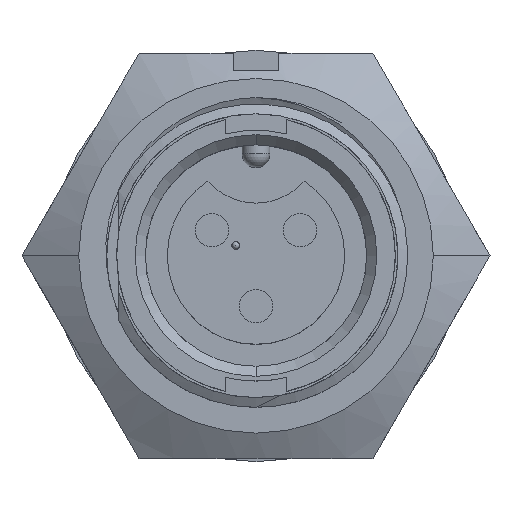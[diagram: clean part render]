
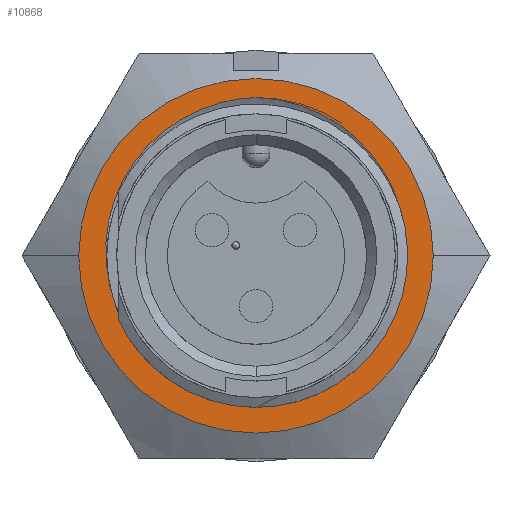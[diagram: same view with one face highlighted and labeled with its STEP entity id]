
A CAD part, top view. The second image highlights one B-rep face of the part: STEP entity #10868.
In plain terms, the highlighted planar face has unit normal (0, 0, 1).
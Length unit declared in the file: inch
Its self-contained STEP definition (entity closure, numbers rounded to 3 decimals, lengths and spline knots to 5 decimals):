
#81 = DIRECTION ( 'NONE',  ( 0., 0., -1. ) ) ;
#94 = DIRECTION ( 'NONE',  ( -1., 0., 0. ) ) ;
#101 = CARTESIAN_POINT ( 'NONE',  ( 0., 0., -0.319 ) ) ;
#1132 = EDGE_CURVE ( 'NONE', #5424, #5593, #12896, .T. ) ;
#1145 = EDGE_CURVE ( 'NONE', #5909, #5516, #13081, .T. ) ;
#1166 = EDGE_CURVE ( 'NONE', #5612, #5516, #14109, .T. ) ;
#1192 = EDGE_CURVE ( 'NONE', #5909, #5612, #14100, .T. ) ;
#1230 = EDGE_CURVE ( 'NONE', #5593, #5424, #13055, .T. ) ;
#2106 = CARTESIAN_POINT ( 'NONE',  ( -0.2966, -0.00224, -0.319 ) ) ;
#2263 = CARTESIAN_POINT ( 'NONE',  ( 0., 0.3125, -0.319 ) ) ;
#2264 = CARTESIAN_POINT ( 'NONE',  ( 0.02246, 0.31119, -0.319 ) ) ;
#2265 = CARTESIAN_POINT ( 'NONE',  ( 0.01126, 0.31215, -0.319 ) ) ;
#2270 = CARTESIAN_POINT ( 'NONE',  ( 0.1092, 0.28976, -0.319 ) ) ;
#2271 = CARTESIAN_POINT ( 'NONE',  ( 0.14943, 0.26947, -0.319 ) ) ;
#2272 = CARTESIAN_POINT ( 'NONE',  ( 0.04473, 0.30804, -0.319 ) ) ;
#2273 = CARTESIAN_POINT ( 'NONE',  ( 0.08828, 0.29757, -0.319 ) ) ;
#2274 = CARTESIAN_POINT ( 'NONE',  ( 0.0558, 0.30585, -0.319 ) ) ;
#2275 = CARTESIAN_POINT ( 'NONE',  ( 0.16807, 0.25734, -0.319 ) ) ;
#2276 = CARTESIAN_POINT ( 'NONE',  ( 0.21849, 0.2131, -0.319 ) ) ;
#2277 = CARTESIAN_POINT ( 'NONE',  ( 0.20255, 0.22923, -0.319 ) ) ;
#2278 = CARTESIAN_POINT ( 'NONE',  ( 0.24626, 0.1778, -0.319 ) ) ;
#2279 = CARTESIAN_POINT ( 'NONE',  ( 0.27742, 0.11786, -0.319 ) ) ;
#2280 = CARTESIAN_POINT ( 'NONE',  ( 0.25816, 0.15857, -0.319 ) ) ;
#2281 = CARTESIAN_POINT ( 'NONE',  ( 0.28463, 0.09675, -0.319 ) ) ;
#2282 = CARTESIAN_POINT ( 'NONE',  ( 0.29673, 0.03074, -0.319 ) ) ;
#2283 = CARTESIAN_POINT ( 'NONE',  ( 0.2943, 0.05334, -0.319 ) ) ;
#2284 = CARTESIAN_POINT ( 'NONE',  ( 0.29654, -0.01383, -0.319 ) ) ;
#2285 = CARTESIAN_POINT ( 'NONE',  ( 0.28876, -0.05788, -0.319 ) ) ;
#2286 = CARTESIAN_POINT ( 'NONE',  ( 0.29395, -0.03594, -0.319 ) ) ;
#2599 = CARTESIAN_POINT ( 'NONE',  ( 0., 0.3125, -0.319 ) ) ;
#2603 = CARTESIAN_POINT ( 'NONE',  ( -0.02252, 0.3118, -0.319 ) ) ;
#2605 = CARTESIAN_POINT ( 'NONE',  ( -0.0885, 0.29751, -0.319 ) ) ;
#2607 = CARTESIAN_POINT ( 'NONE',  ( -0.04496, 0.30862, -0.319 ) ) ;
#2609 = CARTESIAN_POINT ( 'NONE',  ( -0.10971, 0.28953, -0.319 ) ) ;
#2611 = CARTESIAN_POINT ( 'NONE',  ( -0.16811, 0.25734, -0.319 ) ) ;
#2613 = CARTESIAN_POINT ( 'NONE',  ( -0.14941, 0.26946, -0.319 ) ) ;
#2615 = CARTESIAN_POINT ( 'NONE',  ( -0.20298, 0.22885, -0.319 ) ) ;
#2618 = CARTESIAN_POINT ( 'NONE',  ( -0.24611, 0.178, -0.319 ) ) ;
#2619 = CARTESIAN_POINT ( 'NONE',  ( -0.21858, 0.21298, -0.319 ) ) ;
#2622 = CARTESIAN_POINT ( 'NONE',  ( -0.25809, 0.15867, -0.319 ) ) ;
#2624 = CARTESIAN_POINT ( 'NONE',  ( -0.28445, 0.09743, -0.319 ) ) ;
#2627 = CARTESIAN_POINT ( 'NONE',  ( -0.27717, 0.11846, -0.319 ) ) ;
#2630 = CARTESIAN_POINT ( 'NONE',  ( -0.2943, 0.05346, -0.319 ) ) ;
#2633 = CARTESIAN_POINT ( 'NONE',  ( -0.29331, -0.03584, -0.319 ) ) ;
#2634 = CARTESIAN_POINT ( 'NONE',  ( -0.29594, -0.01351, -0.319 ) ) ;
#2637 = CARTESIAN_POINT ( 'NONE',  ( -0.29136, -0.04691, -0.319 ) ) ;
#2640 = CARTESIAN_POINT ( 'NONE',  ( -0.2967, 0.03127, -0.319 ) ) ;
#2654 = CARTESIAN_POINT ( 'NONE',  ( -0.28876, -0.05788, -0.319 ) ) ;
#3117 = ORIENTED_EDGE ( 'NONE', *, *, #1166, .T. ) ;
#3123 = ORIENTED_EDGE ( 'NONE', *, *, #1132, .F. ) ;
#3140 = ORIENTED_EDGE ( 'NONE', *, *, #1230, .F. ) ;
#3143 = ORIENTED_EDGE ( 'NONE', *, *, #1192, .T. ) ;
#3178 = ORIENTED_EDGE ( 'NONE', *, *, #1145, .F. ) ;
#3295 = DIRECTION ( 'NONE',  ( 1., 0., 0. ) ) ;
#3363 = DIRECTION ( 'NONE',  ( 0., 0., 1. ) ) ;
#3375 = CARTESIAN_POINT ( 'NONE',  ( 0., 0., -0.319 ) ) ;
#4302 = AXIS2_PLACEMENT_3D ( 'NONE', #13590, #13591, #13593 ) ;
#4309 = AXIS2_PLACEMENT_3D ( 'NONE', #3375, #3363, #3295 ) ;
#4430 = AXIS2_PLACEMENT_3D ( 'NONE', #101, #81, #94 ) ;
#5306 = EDGE_LOOP ( 'NONE', ( #3143, #3117, #3178 ) ) ;
#5316 = EDGE_LOOP ( 'NONE', ( #3123, #3140 ) ) ;
#5424 = VERTEX_POINT ( 'NONE', #10469 ) ;
#5516 = VERTEX_POINT ( 'NONE', #10943 ) ;
#5593 = VERTEX_POINT ( 'NONE', #10977 ) ;
#5612 = VERTEX_POINT ( 'NONE', #10987 ) ;
#5909 = VERTEX_POINT ( 'NONE', #11143 ) ;
#6138 = FACE_BOUND ( 'NONE', #5306, .T. ) ;
#6247 = AXIS2_PLACEMENT_3D ( 'NONE', #11770, #11771, #11772 ) ;
#6523 = FACE_OUTER_BOUND ( 'NONE', #5316, .T. ) ;
#10469 = CARTESIAN_POINT ( 'NONE',  ( -0.35, 0., -0.319 ) ) ;
#10868 = ADVANCED_FACE ( 'NONE', ( #6138, #6523 ), #11769, .F. ) ;
#10943 = CARTESIAN_POINT ( 'NONE',  ( 0.28876, -0.05788, -0.319 ) ) ;
#10977 = CARTESIAN_POINT ( 'NONE',  ( 0.35, 0., -0.319 ) ) ;
#10987 = CARTESIAN_POINT ( 'NONE',  ( 0., 0.3125, -0.319 ) ) ;
#11143 = CARTESIAN_POINT ( 'NONE',  ( -0.28876, -0.05788, -0.319 ) ) ;
#11769 = PLANE ( 'NONE',  #6247 ) ;
#11770 = CARTESIAN_POINT ( 'NONE',  ( -0.23094, -0.4, -0.319 ) ) ;
#11771 = DIRECTION ( 'NONE',  ( 0., 0., -1. ) ) ;
#11772 = DIRECTION ( 'NONE',  ( -1., 0., 0. ) ) ;
#12896 = CIRCLE ( 'NONE', #4302, 0.35 ) ;
#13055 = CIRCLE ( 'NONE', #4430, 0.35 ) ;
#13081 = CIRCLE ( 'NONE', #4309, 0.2945 ) ;
#13590 = CARTESIAN_POINT ( 'NONE',  ( 0., 0., -0.319 ) ) ;
#13591 = DIRECTION ( 'NONE',  ( 0., 0., -1. ) ) ;
#13593 = DIRECTION ( 'NONE',  ( -1., 0., 0. ) ) ;
#14100 = B_SPLINE_CURVE_WITH_KNOTS ( 'NONE', 3,
 ( #2654, #2637, #2633, #2634, #2106, #2640, #2630, #2624, #2627, #2622, #2618, #2619, #2615, #2611, #2613, #2609, #2605, #2607, #2603, #2599 ),
 .UNSPECIFIED., .F., .F.,
 ( 4, 2, 2, 2, 2, 2, 2, 2, 2, 4 ),
 ( 0., 0.00086, 0.00171, 0.00343, 0.00514, 0.00685, 0.00856, 0.01028, 0.01199, 0.0137 ),
 .UNSPECIFIED. ) ;
#14109 = B_SPLINE_CURVE_WITH_KNOTS ( 'NONE', 3,
 ( #2263, #2265, #2264, #2272, #2274, #2273, #2270, #2271, #2275, #2277, #2276, #2278, #2280, #2279, #2281, #2283, #2282, #2284, #2286, #2285 ),
 .UNSPECIFIED., .F., .F.,
 ( 4, 2, 2, 2, 2, 2, 2, 2, 2, 4 ),
 ( 0., 0.00086, 0.00171, 0.00343, 0.00514, 0.00685, 0.00856, 0.01028, 0.01199, 0.0137 ),
 .UNSPECIFIED. ) ;
